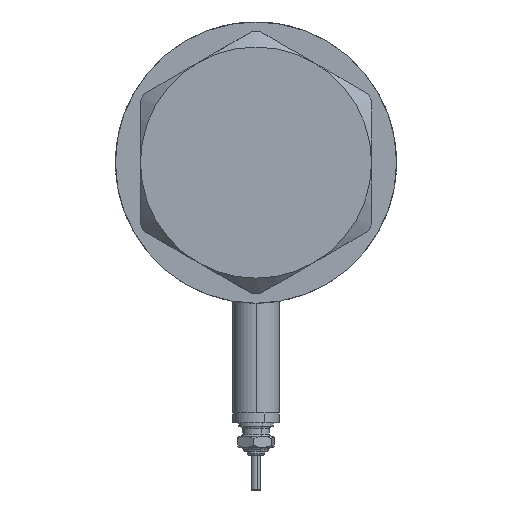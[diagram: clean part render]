
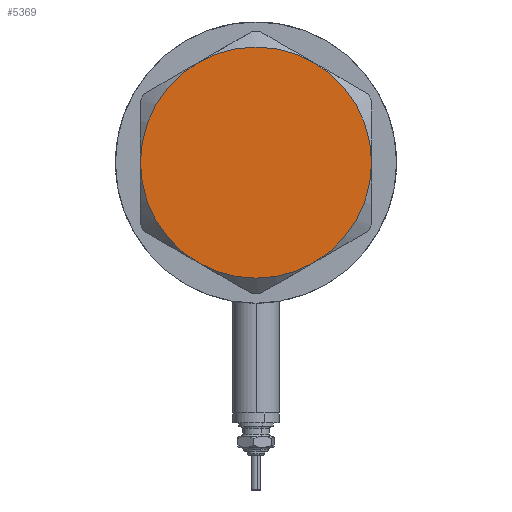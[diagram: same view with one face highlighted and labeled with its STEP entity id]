
A CAD part, left-side view. The second image highlights one B-rep face of the part: STEP entity #5369.
In plain terms, the highlighted face is planar.
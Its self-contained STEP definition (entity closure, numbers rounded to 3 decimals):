
#148 = CIRCLE ( 'NONE', #5714, 30. ) ;
#362 = EDGE_CURVE ( 'NONE', #2257, #3796, #4923, .T. ) ;
#457 = CARTESIAN_POINT ( 'NONE',  ( 15., -25.981, 14.5 ) ) ;
#553 = CARTESIAN_POINT ( 'NONE',  ( 0., 0., 14.5 ) ) ;
#593 = CARTESIAN_POINT ( 'NONE',  ( 15., 25.981, 14.5 ) ) ;
#604 = DIRECTION ( 'NONE',  ( 1., 0., 0. ) ) ;
#734 = CARTESIAN_POINT ( 'NONE',  ( 0., 0., 14.5 ) ) ;
#924 = CIRCLE ( 'NONE', #1023, 30. ) ;
#1023 = AXIS2_PLACEMENT_3D ( 'NONE', #2995, #2201, #1208 ) ;
#1129 = DIRECTION ( 'NONE',  ( 1., 0., 0. ) ) ;
#1142 = CIRCLE ( 'NONE', #1339, 30. ) ;
#1159 = CARTESIAN_POINT ( 'NONE',  ( 0., 0., 14.5 ) ) ;
#1208 = DIRECTION ( 'NONE',  ( 1., 0., 0. ) ) ;
#1235 = ORIENTED_EDGE ( 'NONE', *, *, #5093, .T. ) ;
#1339 = AXIS2_PLACEMENT_3D ( 'NONE', #734, #4998, #3902 ) ;
#1358 = VERTEX_POINT ( 'NONE', #457 ) ;
#1395 = ORIENTED_EDGE ( 'NONE', *, *, #3097, .T. ) ;
#1505 = DIRECTION ( 'NONE',  ( 1., 0., 0. ) ) ;
#1507 = CARTESIAN_POINT ( 'NONE',  ( -15., -25.981, 14.5 ) ) ;
#1604 = VERTEX_POINT ( 'NONE', #2393 ) ;
#1748 = ORIENTED_EDGE ( 'NONE', *, *, #362, .T. ) ;
#1857 = VERTEX_POINT ( 'NONE', #4425 ) ;
#1883 = EDGE_CURVE ( 'NONE', #1604, #2461, #148, .T. ) ;
#2067 = AXIS2_PLACEMENT_3D ( 'NONE', #5623, #4316, #604 ) ;
#2092 = PLANE ( 'NONE',  #2745 ) ;
#2201 = DIRECTION ( 'NONE',  ( 0., 0., 1. ) ) ;
#2220 = DIRECTION ( 'NONE',  ( 1., 0., 0. ) ) ;
#2257 = VERTEX_POINT ( 'NONE', #593 ) ;
#2393 = CARTESIAN_POINT ( 'NONE',  ( -30., 0., 14.5 ) ) ;
#2461 = VERTEX_POINT ( 'NONE', #1507 ) ;
#2745 = AXIS2_PLACEMENT_3D ( 'NONE', #1159, #4823, #3378 ) ;
#2995 = CARTESIAN_POINT ( 'NONE',  ( 0., 0., 14.5 ) ) ;
#3097 = EDGE_CURVE ( 'NONE', #3796, #1604, #3772, .T. ) ;
#3212 = DIRECTION ( 'NONE',  ( 0., 0., 1. ) ) ;
#3213 = AXIS2_PLACEMENT_3D ( 'NONE', #553, #3212, #1505 ) ;
#3250 = CARTESIAN_POINT ( 'NONE',  ( -15., 25.981, 14.5 ) ) ;
#3378 = DIRECTION ( 'NONE',  ( 1., 0., 0. ) ) ;
#3688 = EDGE_CURVE ( 'NONE', #1358, #1857, #924, .T. ) ;
#3772 = CIRCLE ( 'NONE', #5814, 30. ) ;
#3796 = VERTEX_POINT ( 'NONE', #3250 ) ;
#3838 = FACE_OUTER_BOUND ( 'NONE', #4028, .T. ) ;
#3902 = DIRECTION ( 'NONE',  ( 1., 0., 0. ) ) ;
#4028 = EDGE_LOOP ( 'NONE', ( #4479, #5111, #1748, #1395, #5285, #1235 ) ) ;
#4075 = CARTESIAN_POINT ( 'NONE',  ( 0., 0., 14.5 ) ) ;
#4262 = CIRCLE ( 'NONE', #3213, 30. ) ;
#4316 = DIRECTION ( 'NONE',  ( 0., 0., 1. ) ) ;
#4425 = CARTESIAN_POINT ( 'NONE',  ( 30., 0., 14.5 ) ) ;
#4479 = ORIENTED_EDGE ( 'NONE', *, *, #3688, .T. ) ;
#4823 = DIRECTION ( 'NONE',  ( 0., 0., 1. ) ) ;
#4923 = CIRCLE ( 'NONE', #2067, 30. ) ;
#4938 = DIRECTION ( 'NONE',  ( 0., 0., 1. ) ) ;
#4998 = DIRECTION ( 'NONE',  ( 0., 0., 1. ) ) ;
#5093 = EDGE_CURVE ( 'NONE', #2461, #1358, #4262, .T. ) ;
#5111 = ORIENTED_EDGE ( 'NONE', *, *, #5849, .T. ) ;
#5234 = DIRECTION ( 'NONE',  ( 0., 0., 1. ) ) ;
#5285 = ORIENTED_EDGE ( 'NONE', *, *, #1883, .T. ) ;
#5369 = ADVANCED_FACE ( 'NONE', ( #3838 ), #2092, .T. ) ;
#5623 = CARTESIAN_POINT ( 'NONE',  ( 0., 0., 14.5 ) ) ;
#5681 = CARTESIAN_POINT ( 'NONE',  ( 0., 0., 14.5 ) ) ;
#5714 = AXIS2_PLACEMENT_3D ( 'NONE', #4075, #4938, #2220 ) ;
#5814 = AXIS2_PLACEMENT_3D ( 'NONE', #5681, #5234, #1129 ) ;
#5849 = EDGE_CURVE ( 'NONE', #1857, #2257, #1142, .T. ) ;
